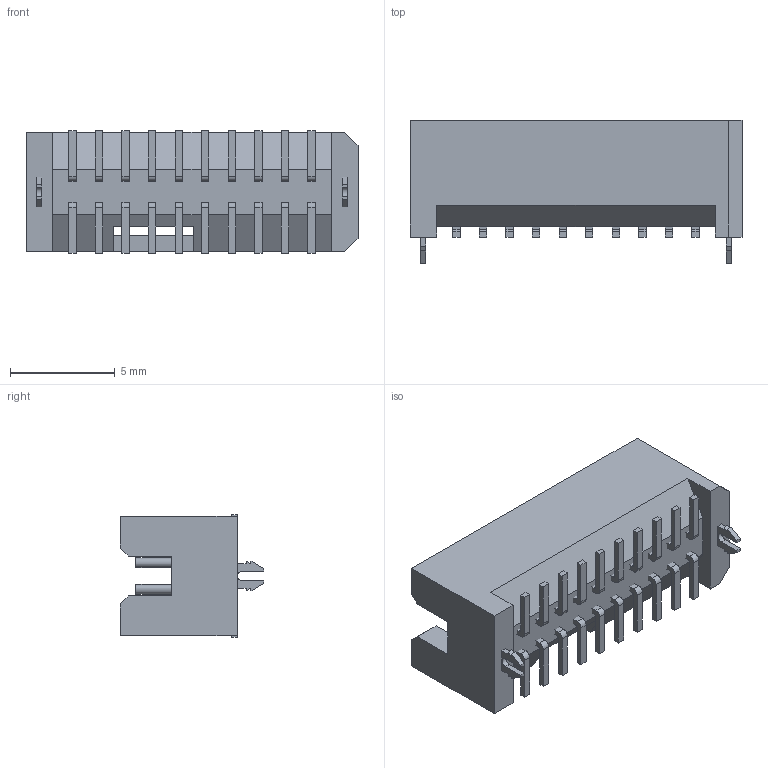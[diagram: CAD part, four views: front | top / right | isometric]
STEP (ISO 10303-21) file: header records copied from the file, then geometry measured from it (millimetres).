
FILE_DESCRIPTION(/* description */ ('STEP AP214'),/* implementation_level */ '2;1');
FILE_NAME(/* name */ 'TFML-110-02-L-D-LC',/* time_stamp */ '2024-07-05T13:34:57+02:00',/* author */ ('License CC BY-ND 4.0'),/* organization */ ('CADENAS'),/* preprocessor_version */ 'ST-DEVELOPER v19.3',/* originating_system */ 'PARTsolutions',/* authorisation */ ' ');
FILE_SCHEMA (('AUTOMOTIVE_DESIGN {1 0 10303 214 3 1 1}'));
Length unit declared in the file: inch
Products named in the file (3): TFML-110-02-L-D-LC; TFML-110-02-L-D-LC_terminal; TFML-110-02-L-D_pins
Assembly tree (2 placements, depth 2):
  TFML-110-02-L-D-LC
    TFML-110-02-L-D-LC_terminal
    TFML-110-02-L-D_pins
Bounding box: 15.88 x 6.86 x 5.84 mm (x, y, z)
Volume: 248.3 mm3; surface area: 760.6 mm2
Topology: 2 solids, 2 shells, 293 faces, 818 edges, 549 vertices
Faces by surface type: plane 231, cylinder 62
Full cylindrical faces by diameter (mm): 0.457 x20
Entity records: 9146 total; most frequent: CARTESIAN_POINT 1603, ORIENTED_EDGE 1556, DIRECTION 1494, EDGE_CURVE 778, LINE 654, VECTOR 654, VERTEX_POINT 529, AXIS2_PLACEMENT_3D 420
